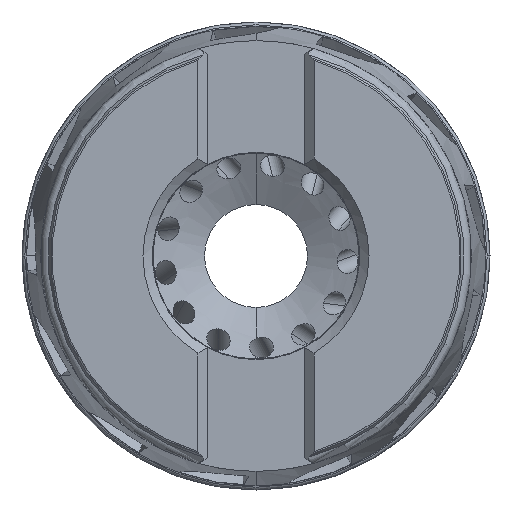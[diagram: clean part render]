
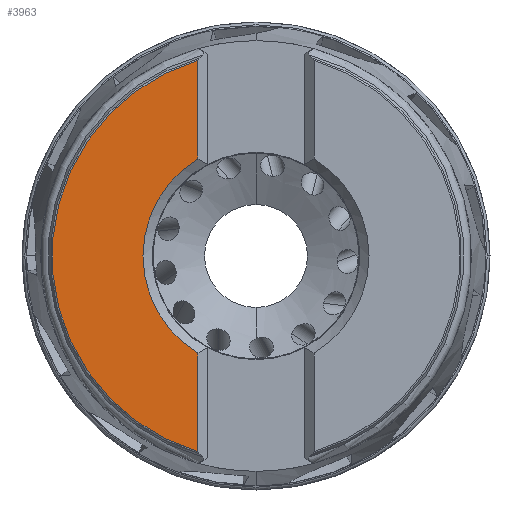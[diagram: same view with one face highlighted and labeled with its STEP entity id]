
A CAD part, left-side view. The second image highlights one B-rep face of the part: STEP entity #3963.
In plain terms, the highlighted planar face has unit normal (-1, 0, 0).
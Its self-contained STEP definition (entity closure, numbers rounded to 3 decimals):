
#152 = CARTESIAN_POINT ( 'NONE',  ( -39.55, 6.2, 23.15 ) ) ;
#158 = LINE ( 'NONE', #152, #9341 ) ;
#159 = CARTESIAN_POINT ( 'NONE',  ( -39.55, 0., 0. ) ) ;
#160 = DIRECTION ( 'NONE',  ( 1., 0., 0. ) ) ;
#161 = DIRECTION ( 'NONE',  ( 0., 0., -1. ) ) ;
#162 = DIRECTION ( 'NONE',  ( 0., 0., -1. ) ) ;
#163 = LINE ( 'NONE', #164, #9342 ) ;
#164 = CARTESIAN_POINT ( 'NONE',  ( -39.55, 6.2, 23.15 ) ) ;
#165 = DIRECTION ( 'NONE',  ( 0., 0., -1. ) ) ;
#167 = CARTESIAN_POINT ( 'NONE',  ( -39.55, 0., 0. ) ) ;
#168 = DIRECTION ( 'NONE',  ( 1., 0., 0. ) ) ;
#169 = DIRECTION ( 'NONE',  ( 0., 0., -1. ) ) ;
#3153 = CARTESIAN_POINT ( 'NONE',  ( -39.55, 6.2, 20.889 ) ) ;
#3472 = VERTEX_POINT ( 'NONE', #6649 ) ;
#3595 = VERTEX_POINT ( 'NONE', #6848 ) ;
#3709 = VERTEX_POINT ( 'NONE', #6881 ) ;
#3963 = ADVANCED_FACE ( 'NONE', ( #8205 ), #8211, .T. ) ;
#4388 = EDGE_CURVE ( 'NONE', #3472, #7600, #9338, .T. ) ;
#4389 = EDGE_CURVE ( 'NONE', #7600, #3709, #158, .T. ) ;
#4390 = EDGE_CURVE ( 'NONE', #3595, #3472, #163, .T. ) ;
#4391 = EDGE_CURVE ( 'NONE', #3595, #3709, #9343, .T. ) ;
#4689 = AXIS2_PLACEMENT_3D ( 'NONE', #8208, #8213, #8214 ) ;
#5826 = ORIENTED_EDGE ( 'NONE', *, *, #4389, .F. ) ;
#5827 = ORIENTED_EDGE ( 'NONE', *, *, #4388, .F. ) ;
#5828 = ORIENTED_EDGE ( 'NONE', *, *, #4390, .F. ) ;
#5829 = ORIENTED_EDGE ( 'NONE', *, *, #4391, .T. ) ;
#6503 = EDGE_LOOP ( 'NONE', ( #5826, #5827, #5828, #5829 ) ) ;
#6649 = CARTESIAN_POINT ( 'NONE',  ( -39.55, 6.2, -20.889 ) ) ;
#6848 = CARTESIAN_POINT ( 'NONE',  ( -39.55, 6.2, -10.362 ) ) ;
#6881 = CARTESIAN_POINT ( 'NONE',  ( -39.55, 6.2, 10.362 ) ) ;
#7600 = VERTEX_POINT ( 'NONE', #3153 ) ;
#8205 = FACE_OUTER_BOUND ( 'NONE', #6503, .T. ) ;
#8208 = CARTESIAN_POINT ( 'NONE',  ( -39.55, 21.79, 0. ) ) ;
#8211 = PLANE ( 'NONE',  #4689 ) ;
#8213 = DIRECTION ( 'NONE',  ( -1., 0., 0. ) ) ;
#8214 = DIRECTION ( 'NONE',  ( 0., 0., 1. ) ) ;
#9338 = CIRCLE ( 'NONE', #9340, 21.79 ) ;
#9340 = AXIS2_PLACEMENT_3D ( 'NONE', #159, #160, #161 ) ;
#9341 = VECTOR ( 'NONE', #162, 1000. ) ;
#9342 = VECTOR ( 'NONE', #165, 1000. ) ;
#9343 = CIRCLE ( 'NONE', #9345, 12.075 ) ;
#9345 = AXIS2_PLACEMENT_3D ( 'NONE', #167, #168, #169 ) ;
